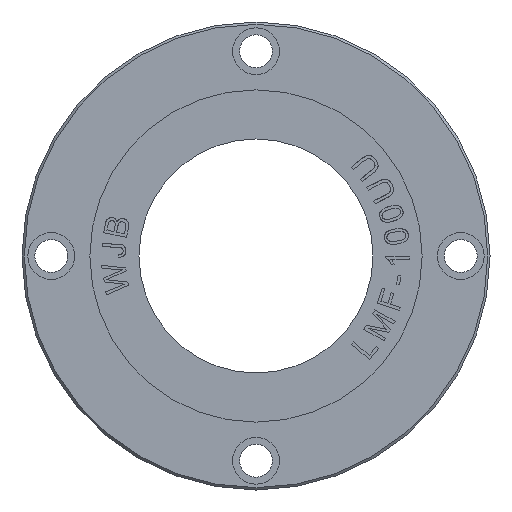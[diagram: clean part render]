
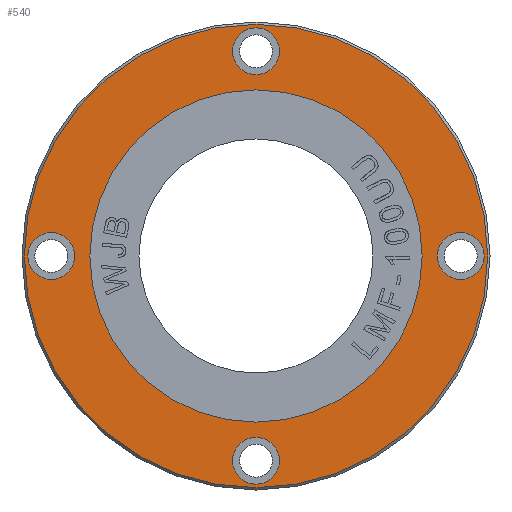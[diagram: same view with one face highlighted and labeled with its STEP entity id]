
A CAD part, left-side view. The second image highlights one B-rep face of the part: STEP entity #540.
In plain terms, the highlighted planar face has unit normal (-1, 0, 0).
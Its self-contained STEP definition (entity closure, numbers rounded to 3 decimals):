
#540=ADVANCED_FACE('',(#1205,#1206,#1207,#1208,#1209,#1210),#874,.T.);
#874=PLANE('',#6126);
#1108=CIRCLE('',#6115,99.);
#1109=CIRCLE('',#6116,71.);
#1110=CIRCLE('',#6117,71.);
#1111=CIRCLE('',#6118,10.);
#1112=CIRCLE('',#6119,10.);
#1113=CIRCLE('',#6120,10.);
#1114=CIRCLE('',#6121,10.);
#1115=CIRCLE('',#6122,10.);
#1116=CIRCLE('',#6123,10.);
#1117=CIRCLE('',#6124,10.);
#1118=CIRCLE('',#6125,10.);
#1205=FACE_BOUND('',#1322,.T.);
#1206=FACE_BOUND('',#1323,.T.);
#1207=FACE_BOUND('',#1324,.T.);
#1208=FACE_BOUND('',#1325,.T.);
#1209=FACE_BOUND('',#1326,.T.);
#1210=FACE_BOUND('',#1327,.T.);
#1322=EDGE_LOOP('',(#2887));
#1323=EDGE_LOOP('',(#2888,#2889));
#1324=EDGE_LOOP('',(#2890,#2891));
#1325=EDGE_LOOP('',(#2892,#2893));
#1326=EDGE_LOOP('',(#2894,#2895));
#1327=EDGE_LOOP('',(#2896,#2897));
#2887=ORIENTED_EDGE('',*,*,#5095,.T.);
#2888=ORIENTED_EDGE('',*,*,#5096,.T.);
#2889=ORIENTED_EDGE('',*,*,#5097,.T.);
#2890=ORIENTED_EDGE('',*,*,#5098,.F.);
#2891=ORIENTED_EDGE('',*,*,#5099,.F.);
#2892=ORIENTED_EDGE('',*,*,#5100,.F.);
#2893=ORIENTED_EDGE('',*,*,#5101,.F.);
#2894=ORIENTED_EDGE('',*,*,#5102,.F.);
#2895=ORIENTED_EDGE('',*,*,#5103,.F.);
#2896=ORIENTED_EDGE('',*,*,#5104,.F.);
#2897=ORIENTED_EDGE('',*,*,#5105,.F.);
#4533=VERTEX_POINT('',#8748);
#4534=VERTEX_POINT('',#8750);
#4535=VERTEX_POINT('',#8751);
#4536=VERTEX_POINT('',#8754);
#4537=VERTEX_POINT('',#8755);
#4538=VERTEX_POINT('',#8758);
#4539=VERTEX_POINT('',#8759);
#4540=VERTEX_POINT('',#8762);
#4541=VERTEX_POINT('',#8763);
#4542=VERTEX_POINT('',#8766);
#4543=VERTEX_POINT('',#8767);
#5095=EDGE_CURVE('',#4533,#4533,#1108,.T.);
#5096=EDGE_CURVE('',#4534,#4535,#1109,.T.);
#5097=EDGE_CURVE('',#4535,#4534,#1110,.T.);
#5098=EDGE_CURVE('',#4536,#4537,#1111,.T.);
#5099=EDGE_CURVE('',#4537,#4536,#1112,.T.);
#5100=EDGE_CURVE('',#4538,#4539,#1113,.T.);
#5101=EDGE_CURVE('',#4539,#4538,#1114,.T.);
#5102=EDGE_CURVE('',#4540,#4541,#1115,.T.);
#5103=EDGE_CURVE('',#4541,#4540,#1116,.T.);
#5104=EDGE_CURVE('',#4542,#4543,#1117,.T.);
#5105=EDGE_CURVE('',#4543,#4542,#1118,.T.);
#6115=AXIS2_PLACEMENT_3D('',#8747,#6624,#6625);
#6116=AXIS2_PLACEMENT_3D('',#8749,#6626,#6627);
#6117=AXIS2_PLACEMENT_3D('',#8752,#6628,#6629);
#6118=AXIS2_PLACEMENT_3D('',#8753,#6630,#6631);
#6119=AXIS2_PLACEMENT_3D('',#8756,#6632,#6633);
#6120=AXIS2_PLACEMENT_3D('',#8757,#6634,#6635);
#6121=AXIS2_PLACEMENT_3D('',#8760,#6636,#6637);
#6122=AXIS2_PLACEMENT_3D('',#8761,#6638,#6639);
#6123=AXIS2_PLACEMENT_3D('',#8764,#6640,#6641);
#6124=AXIS2_PLACEMENT_3D('',#8765,#6642,#6643);
#6125=AXIS2_PLACEMENT_3D('',#8768,#6644,#6645);
#6126=AXIS2_PLACEMENT_3D('',#8769,#6646,#6647);
#6624=DIRECTION('',(-1.,0.,0.));
#6625=DIRECTION('',(0.,0.,1.));
#6626=DIRECTION('',(1.,0.,0.));
#6627=DIRECTION('',(0.,0.,1.));
#6628=DIRECTION('',(1.,0.,0.));
#6629=DIRECTION('',(0.,0.,1.));
#6630=DIRECTION('',(-1.,0.,0.));
#6631=DIRECTION('',(0.,0.,1.));
#6632=DIRECTION('',(-1.,0.,0.));
#6633=DIRECTION('',(0.,0.,1.));
#6634=DIRECTION('',(-1.,0.,0.));
#6635=DIRECTION('',(0.,0.,1.));
#6636=DIRECTION('',(-1.,0.,0.));
#6637=DIRECTION('',(0.,0.,1.));
#6638=DIRECTION('',(-1.,0.,0.));
#6639=DIRECTION('',(0.,0.,1.));
#6640=DIRECTION('',(-1.,0.,0.));
#6641=DIRECTION('',(0.,0.,1.));
#6642=DIRECTION('',(-1.,0.,0.));
#6643=DIRECTION('',(0.,0.,1.));
#6644=DIRECTION('',(-1.,0.,0.));
#6645=DIRECTION('',(0.,0.,1.));
#6646=DIRECTION('',(-1.,0.,0.));
#6647=DIRECTION('',(0.,0.,1.));
#8747=CARTESIAN_POINT('',(0.,0.,0.));
#8748=CARTESIAN_POINT('',(0.,0.,99.));
#8749=CARTESIAN_POINT('',(0.,0.,0.));
#8750=CARTESIAN_POINT('',(0.,0.,-71.));
#8751=CARTESIAN_POINT('',(0.,0.,71.));
#8752=CARTESIAN_POINT('',(0.,0.,0.));
#8753=CARTESIAN_POINT('',(0.,87.5,0.));
#8754=CARTESIAN_POINT('',(0.,77.5,0.));
#8755=CARTESIAN_POINT('',(0.,97.5,0.));
#8756=CARTESIAN_POINT('',(0.,87.5,0.));
#8757=CARTESIAN_POINT('',(0.,-87.5,0.));
#8758=CARTESIAN_POINT('',(0.,-97.5,0.));
#8759=CARTESIAN_POINT('',(0.,-77.5,0.));
#8760=CARTESIAN_POINT('',(0.,-87.5,0.));
#8761=CARTESIAN_POINT('',(0.,0.,87.5));
#8762=CARTESIAN_POINT('',(0.,-10.,87.5));
#8763=CARTESIAN_POINT('',(0.,10.,87.5));
#8764=CARTESIAN_POINT('',(0.,0.,87.5));
#8765=CARTESIAN_POINT('',(0.,0.,-87.5));
#8766=CARTESIAN_POINT('',(0.,-10.,-87.5));
#8767=CARTESIAN_POINT('',(0.,10.,-87.5));
#8768=CARTESIAN_POINT('',(0.,0.,-87.5));
#8769=CARTESIAN_POINT('',(0.,-67.32,-66.));
